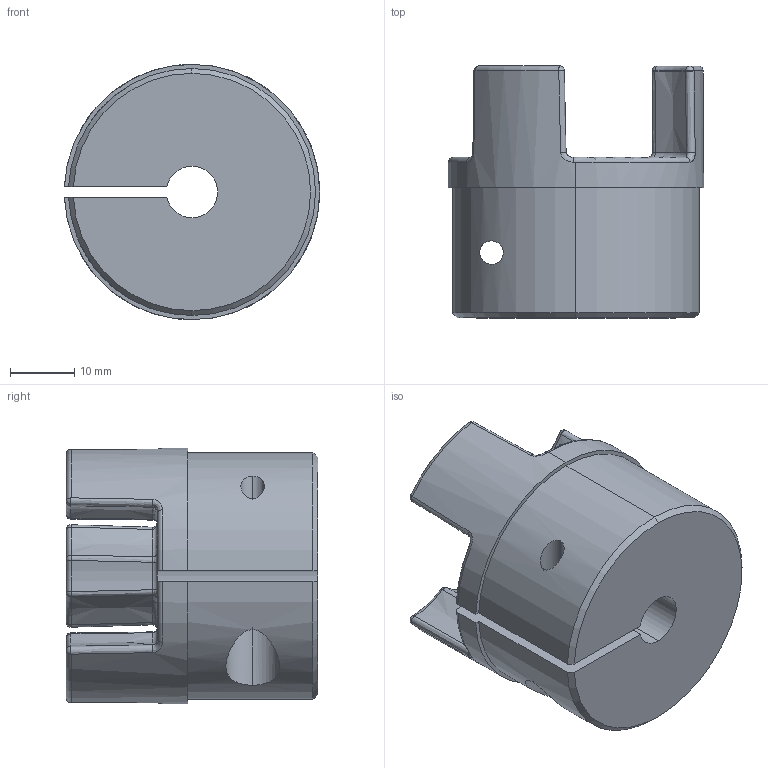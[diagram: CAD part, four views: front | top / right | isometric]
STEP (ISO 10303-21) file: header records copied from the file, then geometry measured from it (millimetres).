
FILE_DESCRIPTION (( 'STEP AP214' ), '1' );
FILE_NAME ('DC-JAC40-08M.STEP', '2015-12-01T19:58:38', ( '' ), ( '' ), 'SwSTEP 2.0', 'SolidWorks 2015', '' );
FILE_SCHEMA (( 'AUTOMOTIVE_DESIGN' ));
Length unit declared in the file: millimetre
Products named in the file (1): DC-JAC40-08M
Bounding box: 39.76 x 39.22 x 39.78 mm (x, y, z)
Volume: 30489.5 mm3; surface area: 8565.2 mm2
Topology: 1 solids, 1 shells, 106 faces, 252 edges, 137 vertices
Faces by surface type: torus 29, bspline 24, cylinder 18, sphere 16, cone 10, plane 9
Entity records: 3811 total; most frequent: CARTESIAN_POINT 1495, DIRECTION 505, ORIENTED_EDGE 480, EDGE_CURVE 240, AXIS2_PLACEMENT_3D 239, CIRCLE 156, VERTEX_POINT 137, EDGE_LOOP 111
